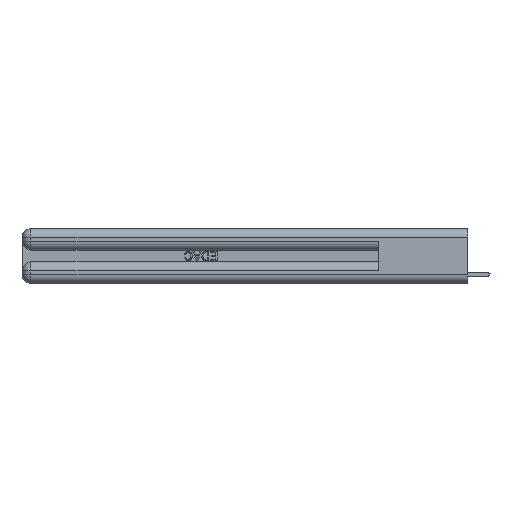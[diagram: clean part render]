
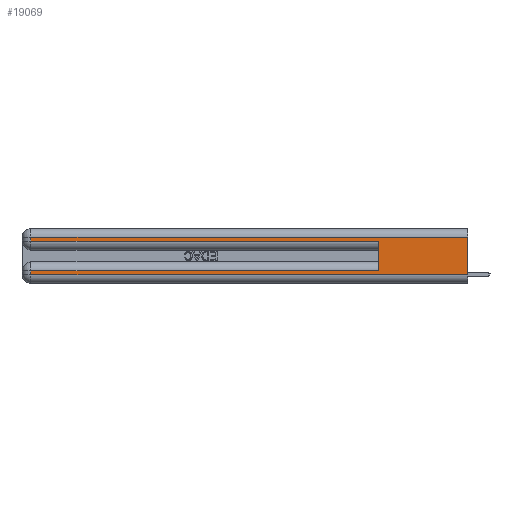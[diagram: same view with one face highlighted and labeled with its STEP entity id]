
A CAD part, left-side view. The second image highlights one B-rep face of the part: STEP entity #19069.
In plain terms, the highlighted planar face has unit normal (-1, 0, 0).
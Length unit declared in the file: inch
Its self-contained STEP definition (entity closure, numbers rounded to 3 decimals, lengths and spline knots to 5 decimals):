
#396 = EDGE_CURVE ( 'NONE', #26647, #27015, #13723, .T. ) ;
#1784 = VECTOR ( 'NONE', #14698, 39.37008 ) ;
#1868 = LINE ( 'NONE', #18096, #25150 ) ;
#3386 = EDGE_CURVE ( 'NONE', #12518, #26647, #1868, .T. ) ;
#3440 = EDGE_LOOP ( 'NONE', ( #27086, #26707, #30479, #28041, #31652, #20567, #29714, #32641 ) ) ;
#3451 = EDGE_CURVE ( 'NONE', #27015, #20789, #24762, .T. ) ;
#3721 = VECTOR ( 'NONE', #25297, 39.37008 ) ;
#3861 = LINE ( 'NONE', #31356, #17883 ) ;
#4446 = EDGE_CURVE ( 'NONE', #12518, #7859, #5071, .T. ) ;
#4572 = EDGE_CURVE ( 'NONE', #9714, #7859, #3861, .T. ) ;
#5071 = LINE ( 'NONE', #8256, #5868 ) ;
#5417 = LINE ( 'NONE', #27601, #10230 ) ;
#5868 = VECTOR ( 'NONE', #18572, 39.37008 ) ;
#6701 = VECTOR ( 'NONE', #15737, 39.37008 ) ;
#6878 = CARTESIAN_POINT ( 'NONE',  ( 0., 2.94, 0.31 ) ) ;
#7518 = LINE ( 'NONE', #21711, #6701 ) ;
#7801 = CARTESIAN_POINT ( 'NONE',  ( 0., 2.94, 0.37 ) ) ;
#7859 = VERTEX_POINT ( 'NONE', #23730 ) ;
#8256 = CARTESIAN_POINT ( 'NONE',  ( 0., 0., 0.37 ) ) ;
#8738 = DIRECTION ( 'NONE',  ( 1., 0., 0. ) ) ;
#9714 = VERTEX_POINT ( 'NONE', #23334 ) ;
#9957 = CARTESIAN_POINT ( 'NONE',  ( 0., 0.6, 0.085 ) ) ;
#10230 = VECTOR ( 'NONE', #25465, 39.37008 ) ;
#10272 = CARTESIAN_POINT ( 'NONE',  ( 0., 0., 0.31 ) ) ;
#10400 = EDGE_CURVE ( 'NONE', #24037, #9714, #7518, .T. ) ;
#11332 = VERTEX_POINT ( 'NONE', #9957 ) ;
#12286 = AXIS2_PLACEMENT_3D ( 'NONE', #13979, #8738, #24224 ) ;
#12518 = VERTEX_POINT ( 'NONE', #10272 ) ;
#12752 = EDGE_CURVE ( 'NONE', #11332, #24037, #5417, .T. ) ;
#13723 = LINE ( 'NONE', #7801, #3721 ) ;
#13979 = CARTESIAN_POINT ( 'NONE',  ( 0., 0., 0.37 ) ) ;
#14698 = DIRECTION ( 'NONE',  ( 0., 0., 1. ) ) ;
#15737 = DIRECTION ( 'NONE',  ( 0., 0., -1. ) ) ;
#17883 = VECTOR ( 'NONE', #28442, 39.37008 ) ;
#18096 = CARTESIAN_POINT ( 'NONE',  ( 0., 0., 0.31 ) ) ;
#18572 = DIRECTION ( 'NONE',  ( 0., 0., -1. ) ) ;
#19069 = ADVANCED_FACE ( 'NONE', ( #22074 ), #21660, .F. ) ;
#20567 = ORIENTED_EDGE ( 'NONE', *, *, #12752, .T. ) ;
#20789 = VERTEX_POINT ( 'NONE', #25679 ) ;
#21089 = LINE ( 'NONE', #27509, #1784 ) ;
#21174 = VECTOR ( 'NONE', #26148, 39.37008 ) ;
#21660 = PLANE ( 'NONE',  #12286 ) ;
#21711 = CARTESIAN_POINT ( 'NONE',  ( 0., 2.94, 0.37 ) ) ;
#22074 = FACE_OUTER_BOUND ( 'NONE', #3440, .T. ) ;
#22488 = CARTESIAN_POINT ( 'NONE',  ( 0., 2.94, 0.085 ) ) ;
#23334 = CARTESIAN_POINT ( 'NONE',  ( 0., 2.94, 0.06 ) ) ;
#23411 = CARTESIAN_POINT ( 'NONE',  ( 0., 0., 0.285 ) ) ;
#23730 = CARTESIAN_POINT ( 'NONE',  ( 0., 0., 0.06 ) ) ;
#24037 = VERTEX_POINT ( 'NONE', #22488 ) ;
#24224 = DIRECTION ( 'NONE',  ( 0., 0., -1. ) ) ;
#24762 = LINE ( 'NONE', #23411, #21174 ) ;
#25150 = VECTOR ( 'NONE', #30990, 39.37008 ) ;
#25297 = DIRECTION ( 'NONE',  ( 0., 0., -1. ) ) ;
#25465 = DIRECTION ( 'NONE',  ( 0., 1., 0. ) ) ;
#25679 = CARTESIAN_POINT ( 'NONE',  ( 0., 0.6, 0.285 ) ) ;
#26148 = DIRECTION ( 'NONE',  ( 0., -1., 0. ) ) ;
#26647 = VERTEX_POINT ( 'NONE', #6878 ) ;
#26707 = ORIENTED_EDGE ( 'NONE', *, *, #3386, .T. ) ;
#26805 = CARTESIAN_POINT ( 'NONE',  ( 0., 2.94, 0.285 ) ) ;
#27015 = VERTEX_POINT ( 'NONE', #26805 ) ;
#27086 = ORIENTED_EDGE ( 'NONE', *, *, #4446, .F. ) ;
#27509 = CARTESIAN_POINT ( 'NONE',  ( 0., 0.6, 0.145 ) ) ;
#27601 = CARTESIAN_POINT ( 'NONE',  ( 0., 0., 0.085 ) ) ;
#28041 = ORIENTED_EDGE ( 'NONE', *, *, #3451, .T. ) ;
#28442 = DIRECTION ( 'NONE',  ( 0., -1., 0. ) ) ;
#29714 = ORIENTED_EDGE ( 'NONE', *, *, #10400, .T. ) ;
#30479 = ORIENTED_EDGE ( 'NONE', *, *, #396, .T. ) ;
#30895 = EDGE_CURVE ( 'NONE', #11332, #20789, #21089, .T. ) ;
#30990 = DIRECTION ( 'NONE',  ( 0., 1., 0. ) ) ;
#31356 = CARTESIAN_POINT ( 'NONE',  ( 0., 0., 0.06 ) ) ;
#31652 = ORIENTED_EDGE ( 'NONE', *, *, #30895, .F. ) ;
#32641 = ORIENTED_EDGE ( 'NONE', *, *, #4572, .T. ) ;
